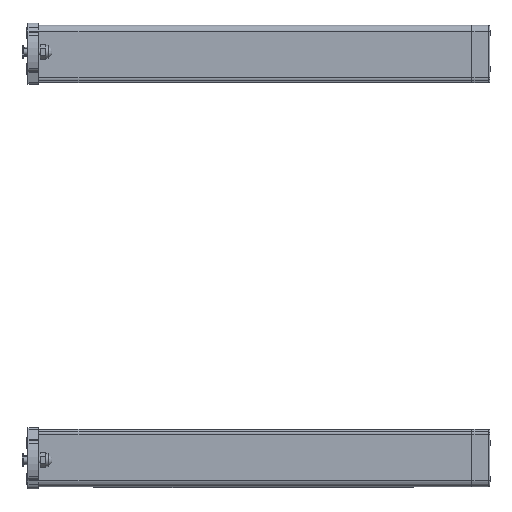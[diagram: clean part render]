
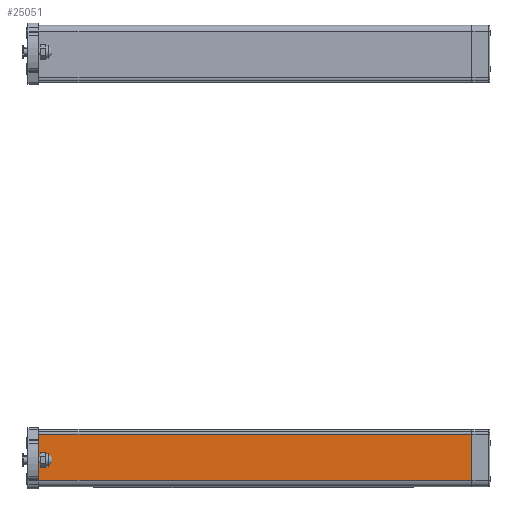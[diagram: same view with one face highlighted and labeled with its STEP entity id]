
A CAD part, front view. The second image highlights one B-rep face of the part: STEP entity #25051.
In plain terms, the highlighted planar face has unit normal (0, -1, 0).
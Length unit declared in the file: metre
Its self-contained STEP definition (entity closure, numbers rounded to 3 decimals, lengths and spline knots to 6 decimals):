
#754=PLANE('',#26804);
#1459=FACE_OUTER_BOUND('',#3011,.T.);
#3011=EDGE_LOOP('',(#17348,#17349,#17350,#17351));
#4740=LINE('',#38747,#6864);
#4759=LINE('',#38822,#6883);
#4760=LINE('',#38825,#6884);
#4761=LINE('',#38826,#6885);
#6864=VECTOR('',#30405,1.);
#6883=VECTOR('',#30472,1.);
#6884=VECTOR('',#30475,1.);
#6885=VECTOR('',#30476,1.);
#10565=VERTEX_POINT('',#38744);
#10566=VERTEX_POINT('',#38746);
#10598=VERTEX_POINT('',#38820);
#10599=VERTEX_POINT('',#38824);
#13110=EDGE_CURVE('',#10565,#10566,#4740,.T.);
#13148=EDGE_CURVE('',#10598,#10566,#4759,.T.);
#13149=EDGE_CURVE('',#10599,#10598,#4760,.T.);
#13150=EDGE_CURVE('',#10599,#10565,#4761,.T.);
#17348=ORIENTED_EDGE('',*,*,#13149,.T.);
#17349=ORIENTED_EDGE('',*,*,#13148,.T.);
#17350=ORIENTED_EDGE('',*,*,#13110,.F.);
#17351=ORIENTED_EDGE('',*,*,#13150,.F.);
#25051=ADVANCED_FACE('',(#1459),#754,.T.);
#26804=AXIS2_PLACEMENT_3D('',#38823,#30473,#30474);
#30405=DIRECTION('',(0.,0.,-1.));
#30472=DIRECTION('',(1.,0.,0.));
#30473=DIRECTION('center_axis',(0.,-1.,0.));
#30474=DIRECTION('ref_axis',(0.,0.,-1.));
#30475=DIRECTION('',(0.,0.,-1.));
#30476=DIRECTION('',(1.,0.,0.));
#38744=CARTESIAN_POINT('',(897.967598,-3.35,-1.805694));
#38746=CARTESIAN_POINT('',(897.967598,-3.35,-37.994306));
#38747=CARTESIAN_POINT('',(897.967598,-3.35,-1.805694));
#38820=CARTESIAN_POINT('',(557.967598,-3.35,-37.994306));
#38822=CARTESIAN_POINT('',(557.967598,-3.35,-37.994306));
#38823=CARTESIAN_POINT('Origin',(557.967598,-3.35,-1.805694));
#38824=CARTESIAN_POINT('',(557.967598,-3.35,-1.805694));
#38825=CARTESIAN_POINT('',(557.967598,-3.35,-1.805694));
#38826=CARTESIAN_POINT('',(557.967598,-3.35,-1.805694));
